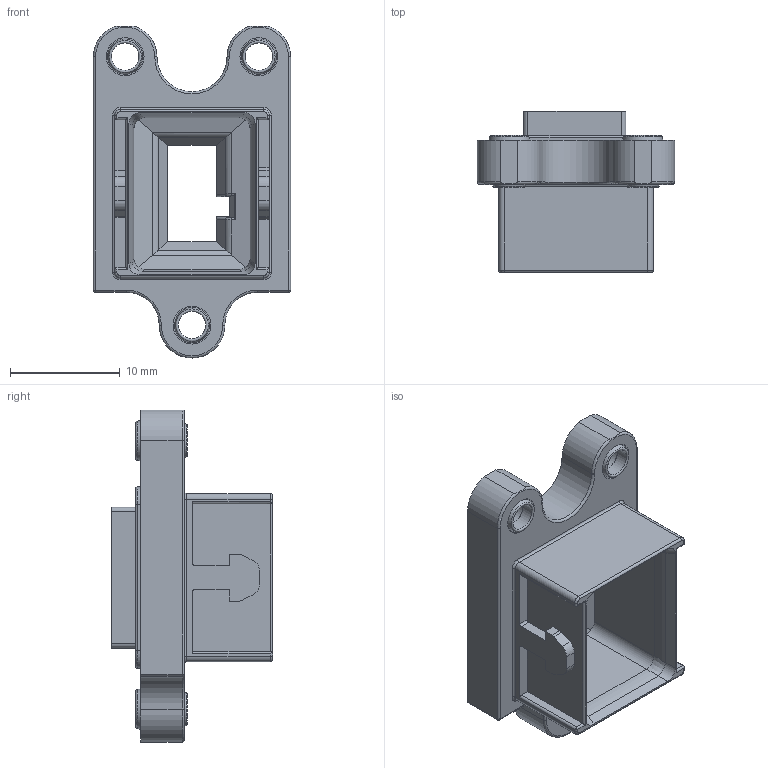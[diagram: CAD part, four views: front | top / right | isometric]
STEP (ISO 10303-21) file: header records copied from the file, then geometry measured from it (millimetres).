
FILE_DESCRIPTION(/* description */ (''),/* implementation_level */ '2;1');
FILE_NAME(/* name */ '100838482ugm000_b.stp',/* time_stamp */ '2022-04-26T16:44:00+02:00',/* author */ (''),/* organization */ (''),/* preprocessor_version */ 'ST-DEVELOPER v16.7',/* originating_system */ 'SIEMENS PLM Software NX 1911',/* authorisation */ '');
FILE_SCHEMA (('AUTOMOTIVE_DESIGN { 1 0 10303 214 3 1 1 1 }'));
Length unit declared in the file: millimetre
Products named in the file (1): 100838482ugm000_b
Bounding box: 18 x 14.71 x 30.3 mm (x, y, z)
Volume: 1779 mm3; surface area: 2624.4 mm2
Topology: 1 solids, 1 shells, 549 faces, 1409 edges, 910 vertices
Faces by surface type: plane 294, cylinder 175, extrusion 32, torus 25, bspline 12, revolution 6, cone 3, sphere 2
Full cylindrical faces by diameter (mm): 0.25 x1, 1.5 x1, 2.5 x3, 2.55 x3, 3 x1, 3.45 x3
Entity records: 19104 total; most frequent: CARTESIAN_POINT 5324, ORIENTED_EDGE 2710, DIRECTION 2696, EDGE_CURVE 1355, VECTOR 914, VERTEX_POINT 888, AXIS2_PLACEMENT_3D 888, LINE 882
